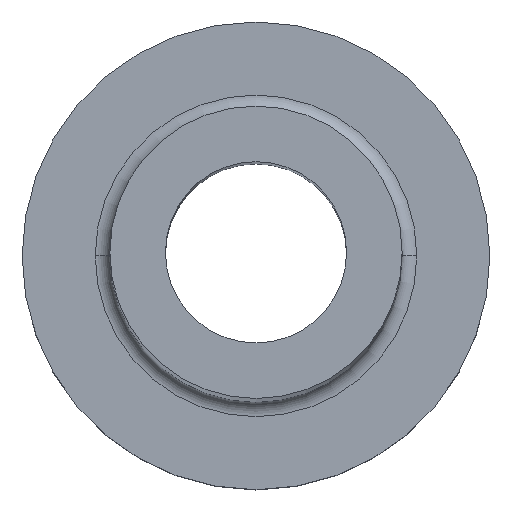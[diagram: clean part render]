
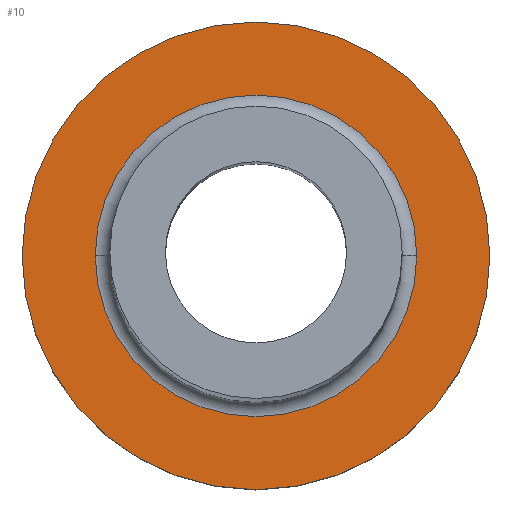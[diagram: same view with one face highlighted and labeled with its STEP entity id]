
A CAD part, top view. The second image highlights one B-rep face of the part: STEP entity #10.
In plain terms, the highlighted planar face has unit normal (0, 0, 1).
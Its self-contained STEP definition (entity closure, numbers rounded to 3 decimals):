
#10 = ADVANCED_FACE ( 'NONE', ( #313, #315 ), #102, .T. ) ;
#13 = CIRCLE ( 'NONE', #331, 8. ) ;
#16 = ORIENTED_EDGE ( 'NONE', *, *, #378, .T. ) ;
#21 = VERTEX_POINT ( 'NONE', #317 ) ;
#22 = EDGE_LOOP ( 'NONE', ( #339, #16 ) ) ;
#26 = DIRECTION ( 'NONE',  ( 0., 0., 1. ) ) ;
#27 = EDGE_CURVE ( 'NONE', #166, #21, #103, .T. ) ;
#29 = DIRECTION ( 'NONE',  ( 1., 0., 0. ) ) ;
#45 = AXIS2_PLACEMENT_3D ( 'NONE', #289, #147, #214 ) ;
#65 = ORIENTED_EDGE ( 'NONE', *, *, #272, .T. ) ;
#67 = EDGE_LOOP ( 'NONE', ( #65, #190 ) ) ;
#81 = CARTESIAN_POINT ( 'NONE',  ( -5.5, 0., 5. ) ) ;
#95 = VERTEX_POINT ( 'NONE', #145 ) ;
#99 = VERTEX_POINT ( 'NONE', #357 ) ;
#102 = PLANE ( 'NONE',  #320 ) ;
#103 = CIRCLE ( 'NONE', #363, 5.5 ) ;
#133 = CARTESIAN_POINT ( 'NONE',  ( 0., 0., 5. ) ) ;
#135 = DIRECTION ( 'NONE',  ( 0., 0., -1. ) ) ;
#145 = CARTESIAN_POINT ( 'NONE',  ( 8., 0., 5. ) ) ;
#147 = DIRECTION ( 'NONE',  ( 0., 0., -1. ) ) ;
#166 = VERTEX_POINT ( 'NONE', #81 ) ;
#169 = DIRECTION ( 'NONE',  ( 1., 0., 0. ) ) ;
#181 = AXIS2_PLACEMENT_3D ( 'NONE', #456, #420, #29 ) ;
#182 = EDGE_CURVE ( 'NONE', #99, #95, #13, .T. ) ;
#190 = ORIENTED_EDGE ( 'NONE', *, *, #27, .T. ) ;
#214 = DIRECTION ( 'NONE',  ( 1., 0., 0. ) ) ;
#252 = CARTESIAN_POINT ( 'NONE',  ( 0., 0., 5. ) ) ;
#272 = EDGE_CURVE ( 'NONE', #21, #166, #454, .T. ) ;
#279 = CARTESIAN_POINT ( 'NONE',  ( 0., 0., 5. ) ) ;
#289 = CARTESIAN_POINT ( 'NONE',  ( 0., 0., 5. ) ) ;
#292 = DIRECTION ( 'NONE',  ( 1., 0., 0. ) ) ;
#313 = FACE_BOUND ( 'NONE', #67, .T. ) ;
#315 = FACE_OUTER_BOUND ( 'NONE', #22, .T. ) ;
#317 = CARTESIAN_POINT ( 'NONE',  ( 5.5, 0., 5. ) ) ;
#320 = AXIS2_PLACEMENT_3D ( 'NONE', #133, #26, #458 ) ;
#331 = AXIS2_PLACEMENT_3D ( 'NONE', #252, #437, #292 ) ;
#339 = ORIENTED_EDGE ( 'NONE', *, *, #182, .T. ) ;
#357 = CARTESIAN_POINT ( 'NONE',  ( -8., 0., 5. ) ) ;
#363 = AXIS2_PLACEMENT_3D ( 'NONE', #279, #135, #169 ) ;
#378 = EDGE_CURVE ( 'NONE', #95, #99, #442, .T. ) ;
#420 = DIRECTION ( 'NONE',  ( 0., 0., 1. ) ) ;
#437 = DIRECTION ( 'NONE',  ( 0., 0., 1. ) ) ;
#442 = CIRCLE ( 'NONE', #181, 8. ) ;
#454 = CIRCLE ( 'NONE', #45, 5.5 ) ;
#456 = CARTESIAN_POINT ( 'NONE',  ( 0., 0., 5. ) ) ;
#458 = DIRECTION ( 'NONE',  ( 1., 0., 0. ) ) ;
